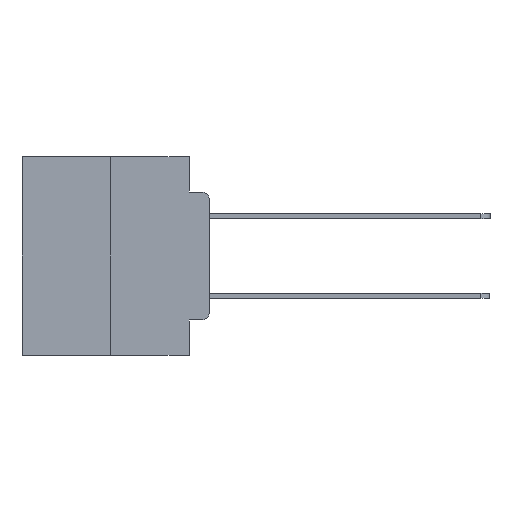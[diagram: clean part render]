
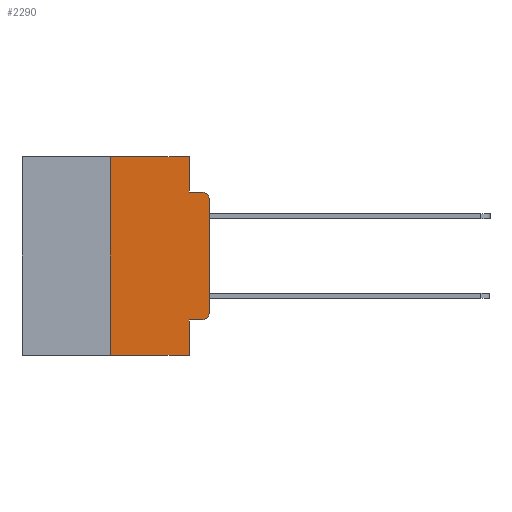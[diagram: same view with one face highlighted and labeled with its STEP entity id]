
A CAD part, left-side view. The second image highlights one B-rep face of the part: STEP entity #2290.
In plain terms, the highlighted planar face has unit normal (-1, 0, 0).
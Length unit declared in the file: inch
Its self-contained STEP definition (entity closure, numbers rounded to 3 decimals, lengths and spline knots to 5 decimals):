
#51 = ORIENTED_EDGE ( 'NONE', *, *, #15606, .F. ) ;
#58 = CARTESIAN_POINT ( 'NONE',  ( 0., 0.473, 0. ) ) ;
#137 = ORIENTED_EDGE ( 'NONE', *, *, #20056, .T. ) ;
#263 = AXIS2_PLACEMENT_3D ( 'NONE', #58, #4218, #19086 ) ;
#346 = ORIENTED_EDGE ( 'NONE', *, *, #15965, .T. ) ;
#452 = CARTESIAN_POINT ( 'NONE',  ( 0., 0.051, -0.4115 ) ) ;
#1114 = CARTESIAN_POINT ( 'NONE',  ( 0., 0.02, -0.0885 ) ) ;
#1403 = CARTESIAN_POINT ( 'NONE',  ( 0., 0.051, -0.4115 ) ) ;
#1667 = LINE ( 'NONE', #1780, #22805 ) ;
#1780 = CARTESIAN_POINT ( 'NONE',  ( 0., 0.051, -0.0885 ) ) ;
#2120 = DIRECTION ( 'NONE',  ( 0., -1., 0. ) ) ;
#2148 = VECTOR ( 'NONE', #19458, 39.37008 ) ;
#2290 = ADVANCED_FACE ( 'NONE', ( #18461 ), #12504, .F. ) ;
#2811 = DIRECTION ( 'NONE',  ( 0., -1., 0. ) ) ;
#3075 = VERTEX_POINT ( 'NONE', #27529 ) ;
#3676 = VERTEX_POINT ( 'NONE', #6644 ) ;
#4218 = DIRECTION ( 'NONE',  ( 1., 0., 0. ) ) ;
#5545 = DIRECTION ( 'NONE',  ( 0., 0., 1. ) ) ;
#5766 = VECTOR ( 'NONE', #8955, 39.37008 ) ;
#5802 = CARTESIAN_POINT ( 'NONE',  ( 0., 0.25, -0.5 ) ) ;
#5968 = CIRCLE ( 'NONE', #21980, 0.02 ) ;
#6386 = CARTESIAN_POINT ( 'NONE',  ( 0., 0.02, -0.4115 ) ) ;
#6565 = LINE ( 'NONE', #452, #22424 ) ;
#6644 = CARTESIAN_POINT ( 'NONE',  ( 0., 0.25, 0. ) ) ;
#6674 = CARTESIAN_POINT ( 'NONE',  ( 0., 0.473, -0.5 ) ) ;
#8060 = LINE ( 'NONE', #25876, #2148 ) ;
#8223 = EDGE_CURVE ( 'NONE', #19759, #18289, #16188, .T. ) ;
#8955 = DIRECTION ( 'NONE',  ( 0., 0., 1. ) ) ;
#9086 = CARTESIAN_POINT ( 'NONE',  ( 0., 0.051, 0. ) ) ;
#10376 = DIRECTION ( 'NONE',  ( -1., 0., 0. ) ) ;
#10659 = VERTEX_POINT ( 'NONE', #16437 ) ;
#10778 = ORIENTED_EDGE ( 'NONE', *, *, #23436, .T. ) ;
#10916 = VERTEX_POINT ( 'NONE', #6386 ) ;
#11000 = ORIENTED_EDGE ( 'NONE', *, *, #12884, .F. ) ;
#11281 = DIRECTION ( 'NONE',  ( 0., 0., -1. ) ) ;
#11952 = VERTEX_POINT ( 'NONE', #1403 ) ;
#12501 = AXIS2_PLACEMENT_3D ( 'NONE', #25894, #13112, #27993 ) ;
#12504 = PLANE ( 'NONE',  #263 ) ;
#12884 = EDGE_CURVE ( 'NONE', #14754, #3676, #23002, .T. ) ;
#13112 = DIRECTION ( 'NONE',  ( -1., 0., 0. ) ) ;
#13732 = CARTESIAN_POINT ( 'NONE',  ( 0., 0., -0.3915 ) ) ;
#14048 = EDGE_CURVE ( 'NONE', #25781, #19759, #15556, .T. ) ;
#14754 = VERTEX_POINT ( 'NONE', #5802 ) ;
#14896 = CARTESIAN_POINT ( 'NONE',  ( 0., 0., -0.1085 ) ) ;
#15490 = EDGE_CURVE ( 'NONE', #3075, #10659, #8060, .T. ) ;
#15536 = VECTOR ( 'NONE', #21757, 39.37008 ) ;
#15556 = LINE ( 'NONE', #20660, #23268 ) ;
#15606 = EDGE_CURVE ( 'NONE', #11952, #26786, #16169, .T. ) ;
#15965 = EDGE_CURVE ( 'NONE', #10916, #25781, #5968, .T. ) ;
#16169 = LINE ( 'NONE', #9086, #26804 ) ;
#16188 = CIRCLE ( 'NONE', #12501, 0.02 ) ;
#16437 = CARTESIAN_POINT ( 'NONE',  ( 0., 0.051, -0.0885 ) ) ;
#17256 = CARTESIAN_POINT ( 'NONE',  ( 0., 0.051, -0.5 ) ) ;
#18289 = VERTEX_POINT ( 'NONE', #1114 ) ;
#18461 = FACE_OUTER_BOUND ( 'NONE', #22944, .T. ) ;
#19086 = DIRECTION ( 'NONE',  ( 0., 0., -1. ) ) ;
#19458 = DIRECTION ( 'NONE',  ( 0., 0., -1. ) ) ;
#19537 = CARTESIAN_POINT ( 'NONE',  ( 0., 0.473, 0. ) ) ;
#19696 = CARTESIAN_POINT ( 'NONE',  ( 0., 0.25, 0. ) ) ;
#19759 = VERTEX_POINT ( 'NONE', #14896 ) ;
#19829 = ORIENTED_EDGE ( 'NONE', *, *, #27473, .F. ) ;
#20016 = VECTOR ( 'NONE', #2120, 39.37008 ) ;
#20056 = EDGE_CURVE ( 'NONE', #11952, #10916, #6565, .T. ) ;
#20201 = ORIENTED_EDGE ( 'NONE', *, *, #15490, .F. ) ;
#20365 = ORIENTED_EDGE ( 'NONE', *, *, #26068, .F. ) ;
#20528 = ORIENTED_EDGE ( 'NONE', *, *, #8223, .T. ) ;
#20540 = LINE ( 'NONE', #6674, #15536 ) ;
#20660 = CARTESIAN_POINT ( 'NONE',  ( 0., 0., 0. ) ) ;
#20798 = ORIENTED_EDGE ( 'NONE', *, *, #14048, .T. ) ;
#21757 = DIRECTION ( 'NONE',  ( 0., -1., 0. ) ) ;
#21980 = AXIS2_PLACEMENT_3D ( 'NONE', #23295, #10376, #25393 ) ;
#22424 = VECTOR ( 'NONE', #2811, 39.37008 ) ;
#22805 = VECTOR ( 'NONE', #23454, 39.37008 ) ;
#22944 = EDGE_LOOP ( 'NONE', ( #20798, #20528, #20365, #20201, #19829, #11000, #10778, #51, #137, #346 ) ) ;
#23002 = LINE ( 'NONE', #19696, #5766 ) ;
#23268 = VECTOR ( 'NONE', #5545, 39.37008 ) ;
#23295 = CARTESIAN_POINT ( 'NONE',  ( 0., 0.02, -0.3915 ) ) ;
#23436 = EDGE_CURVE ( 'NONE', #14754, #26786, #20540, .T. ) ;
#23454 = DIRECTION ( 'NONE',  ( 0., -1., 0. ) ) ;
#25393 = DIRECTION ( 'NONE',  ( 0., 0., -1. ) ) ;
#25667 = LINE ( 'NONE', #19537, #20016 ) ;
#25781 = VERTEX_POINT ( 'NONE', #13732 ) ;
#25876 = CARTESIAN_POINT ( 'NONE',  ( 0., 0.051, 0. ) ) ;
#25894 = CARTESIAN_POINT ( 'NONE',  ( 0., 0.02, -0.1085 ) ) ;
#26068 = EDGE_CURVE ( 'NONE', #10659, #18289, #1667, .T. ) ;
#26786 = VERTEX_POINT ( 'NONE', #17256 ) ;
#26804 = VECTOR ( 'NONE', #11281, 39.37008 ) ;
#27473 = EDGE_CURVE ( 'NONE', #3676, #3075, #25667, .T. ) ;
#27529 = CARTESIAN_POINT ( 'NONE',  ( 0., 0.051, 0. ) ) ;
#27993 = DIRECTION ( 'NONE',  ( 0., 0., -1. ) ) ;
